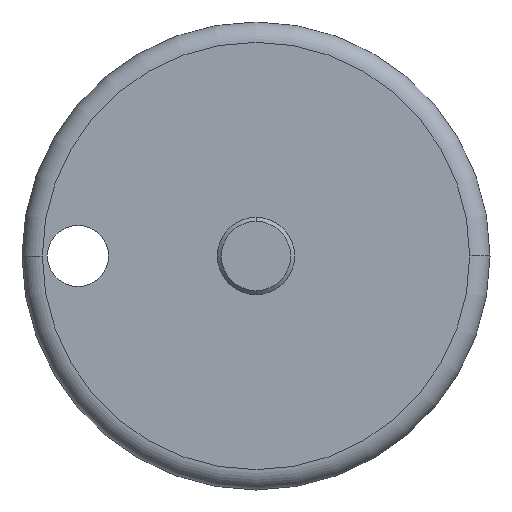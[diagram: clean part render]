
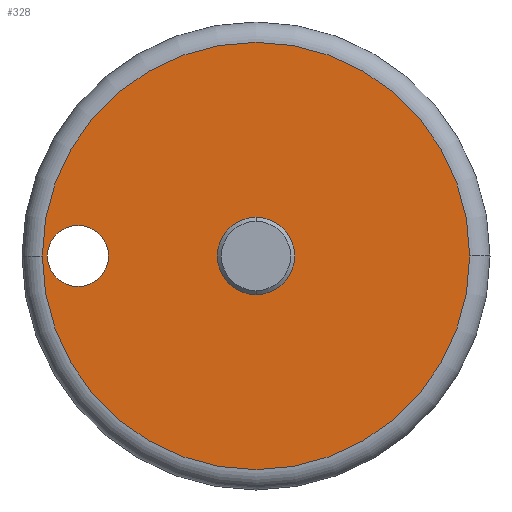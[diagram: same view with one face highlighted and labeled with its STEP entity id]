
A CAD part, left-side view. The second image highlights one B-rep face of the part: STEP entity #328.
In plain terms, the highlighted planar face has unit normal (-1, 0, 0).
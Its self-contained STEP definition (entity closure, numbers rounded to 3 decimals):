
#43 = EDGE_CURVE ( 'NONE', #848, #450, #968, .T. ) ;
#75 = DIRECTION ( 'NONE',  ( 0., -1., 0. ) ) ;
#91 = CIRCLE ( 'NONE', #1004, 10.5 ) ;
#97 = DIRECTION ( 'NONE',  ( -1., 0., 0. ) ) ;
#119 = CARTESIAN_POINT ( 'NONE',  ( -37.681, 0.721, 0. ) ) ;
#163 = AXIS2_PLACEMENT_3D ( 'NONE', #706, #389, #594 ) ;
#177 = DIRECTION ( 'NONE',  ( 1., 0., 0. ) ) ;
#187 = ORIENTED_EDGE ( 'NONE', *, *, #603, .T. ) ;
#205 = AXIS2_PLACEMENT_3D ( 'NONE', #735, #97, #1023 ) ;
#231 = CARTESIAN_POINT ( 'NONE',  ( -37.681, 0.721, 0. ) ) ;
#328 = ADVANCED_FACE ( 'NONE', ( #343, #659, #1025 ), #479, .F. ) ;
#343 = FACE_BOUND ( 'NONE', #907, .T. ) ;
#344 = CARTESIAN_POINT ( 'NONE',  ( -37.681, -1.179, 0. ) ) ;
#352 = AXIS2_PLACEMENT_3D ( 'NONE', #783, #177, #720 ) ;
#366 = DIRECTION ( 'NONE',  ( 0., 1., 0. ) ) ;
#377 = DIRECTION ( 'NONE',  ( -1., 0., 0. ) ) ;
#381 = CARTESIAN_POINT ( 'NONE',  ( -37.681, 11.221, 0. ) ) ;
#388 = EDGE_CURVE ( 'NONE', #450, #848, #1022, .T. ) ;
#389 = DIRECTION ( 'NONE',  ( -1., 0., 0. ) ) ;
#422 = CARTESIAN_POINT ( 'NONE',  ( -37.681, 9.471, 0. ) ) ;
#438 = AXIS2_PLACEMENT_3D ( 'NONE', #231, #518, #75 ) ;
#447 = ORIENTED_EDGE ( 'NONE', *, *, #388, .F. ) ;
#450 = VERTEX_POINT ( 'NONE', #344 ) ;
#456 = CARTESIAN_POINT ( 'NONE',  ( -37.681, 7.971, 0. ) ) ;
#475 = EDGE_CURVE ( 'NONE', #558, #885, #1051, .T. ) ;
#477 = CARTESIAN_POINT ( 'NONE',  ( -37.681, 2.621, 0. ) ) ;
#479 = PLANE ( 'NONE',  #352 ) ;
#497 = EDGE_CURVE ( 'NONE', #897, #797, #1048, .T. ) ;
#518 = DIRECTION ( 'NONE',  ( -1., 0., 0. ) ) ;
#520 = AXIS2_PLACEMENT_3D ( 'NONE', #1038, #957, #776 ) ;
#552 = ORIENTED_EDGE ( 'NONE', *, *, #497, .T. ) ;
#558 = VERTEX_POINT ( 'NONE', #758 ) ;
#565 = EDGE_LOOP ( 'NONE', ( #447, #570 ) ) ;
#570 = ORIENTED_EDGE ( 'NONE', *, *, #43, .F. ) ;
#594 = DIRECTION ( 'NONE',  ( 0., -1., 0. ) ) ;
#603 = EDGE_CURVE ( 'NONE', #797, #897, #810, .T. ) ;
#656 = EDGE_CURVE ( 'NONE', #885, #558, #91, .T. ) ;
#659 = FACE_OUTER_BOUND ( 'NONE', #929, .T. ) ;
#706 = CARTESIAN_POINT ( 'NONE',  ( -37.681, 0.721, 0. ) ) ;
#720 = DIRECTION ( 'NONE',  ( 0., 1., 0. ) ) ;
#735 = CARTESIAN_POINT ( 'NONE',  ( -37.681, 0.721, 0. ) ) ;
#758 = CARTESIAN_POINT ( 'NONE',  ( -37.681, -9.779, 0. ) ) ;
#760 = CARTESIAN_POINT ( 'NONE',  ( -37.681, 10.971, 0. ) ) ;
#763 = DIRECTION ( 'NONE',  ( 0., 1., 0. ) ) ;
#776 = DIRECTION ( 'NONE',  ( 0., 1., 0. ) ) ;
#783 = CARTESIAN_POINT ( 'NONE',  ( -37.681, 12.221, 0. ) ) ;
#784 = ORIENTED_EDGE ( 'NONE', *, *, #475, .T. ) ;
#797 = VERTEX_POINT ( 'NONE', #760 ) ;
#809 = ORIENTED_EDGE ( 'NONE', *, *, #656, .T. ) ;
#810 = CIRCLE ( 'NONE', #520, 1.5 ) ;
#848 = VERTEX_POINT ( 'NONE', #477 ) ;
#885 = VERTEX_POINT ( 'NONE', #381 ) ;
#886 = DIRECTION ( 'NONE',  ( 1., 0., 0. ) ) ;
#897 = VERTEX_POINT ( 'NONE', #456 ) ;
#907 = EDGE_LOOP ( 'NONE', ( #187, #552 ) ) ;
#929 = EDGE_LOOP ( 'NONE', ( #809, #784 ) ) ;
#957 = DIRECTION ( 'NONE',  ( 1., 0., 0. ) ) ;
#968 = CIRCLE ( 'NONE', #438, 1.9 ) ;
#998 = AXIS2_PLACEMENT_3D ( 'NONE', #422, #886, #366 ) ;
#1004 = AXIS2_PLACEMENT_3D ( 'NONE', #119, #377, #763 ) ;
#1022 = CIRCLE ( 'NONE', #163, 1.9 ) ;
#1023 = DIRECTION ( 'NONE',  ( 0., 1., 0. ) ) ;
#1025 = FACE_BOUND ( 'NONE', #565, .T. ) ;
#1038 = CARTESIAN_POINT ( 'NONE',  ( -37.681, 9.471, 0. ) ) ;
#1048 = CIRCLE ( 'NONE', #998, 1.5 ) ;
#1051 = CIRCLE ( 'NONE', #205, 10.5 ) ;
